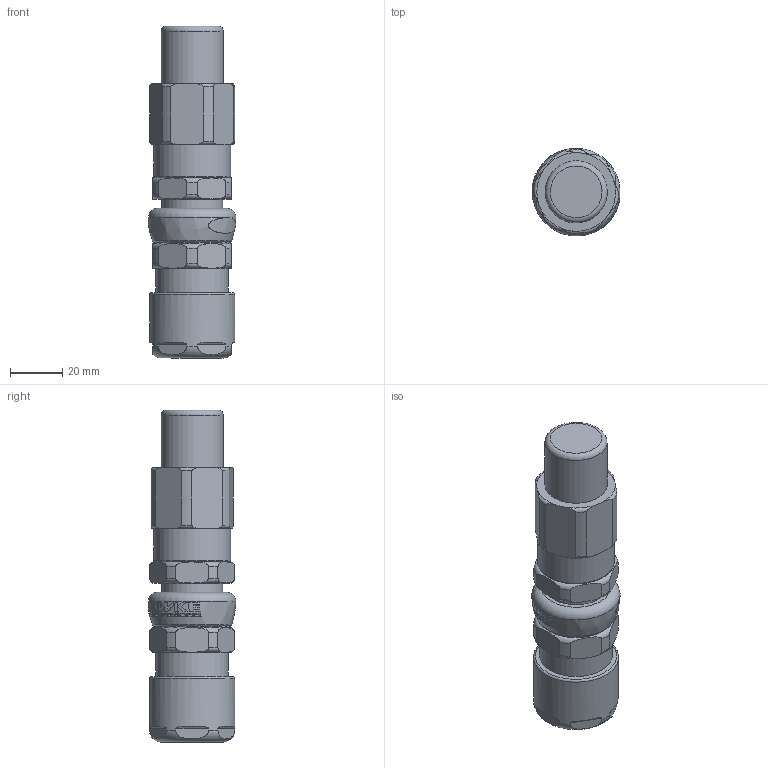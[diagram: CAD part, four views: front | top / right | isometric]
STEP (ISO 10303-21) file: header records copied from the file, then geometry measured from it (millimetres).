
FILE_DESCRIPTION(/* description */ (''),/* implementation_level */ '2;1');
FILE_NAME(/* name */ '620152.stp',/* time_stamp */ '2022-03-16T20:15:27+06:00',/* author */ ('vinaykumark'),/* organization */ (''),/* preprocessor_version */ 'ST-DEVELOPER v18',/* originating_system */ 'Autodesk Inventor 2020',/* authorisation */ '');
FILE_SCHEMA (('AUTOMOTIVE_DESIGN { 1 0 10303 214 3 1 1 }'));
Products named in the file (1): Part1
Bounding box: 33.64 x 33.62 x 126.94 mm (x, y, z)
Volume: 134220 mm3; surface area: 47627.8 mm2
Topology: 20 solids, 20 shells, 1327 faces, 3732 edges, 2447 vertices
Faces by surface type: plane 510, torus 230, cylinder 227, cone 176, bspline 170, sphere 14
Full cylindrical faces by diameter (mm): 1.84 x2, 3.5 x4, 5.8 x4, 20 x1, 21 x1, 22.5 x2, 23 x4, 23.3 x2, 23.5 x1, 23.75 x1, 24.5 x1, 24.75 x1, 25.32 x1, 27.7 x1, 28.5 x1, 28.55 x1, 29.5 x1, 30 x1, 32.5 x1
Entity records: 51068 total; most frequent: CARTESIAN_POINT 17468, ORIENTED_EDGE 7414, DIRECTION 6050, EDGE_CURVE 3707, VERTEX_POINT 2447, AXIS2_PLACEMENT_3D 2397, EDGE_LOOP 1368, STYLED_ITEM 1339
